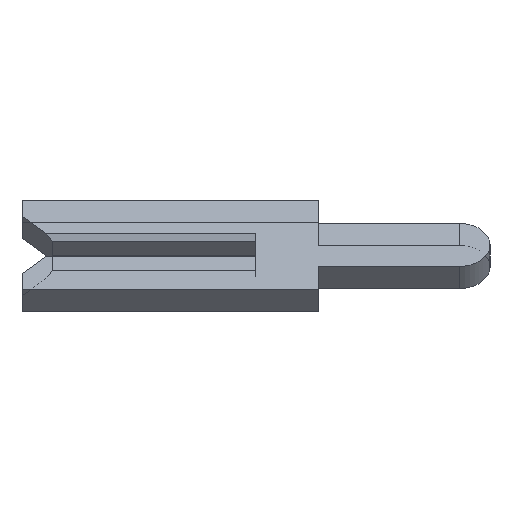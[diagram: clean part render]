
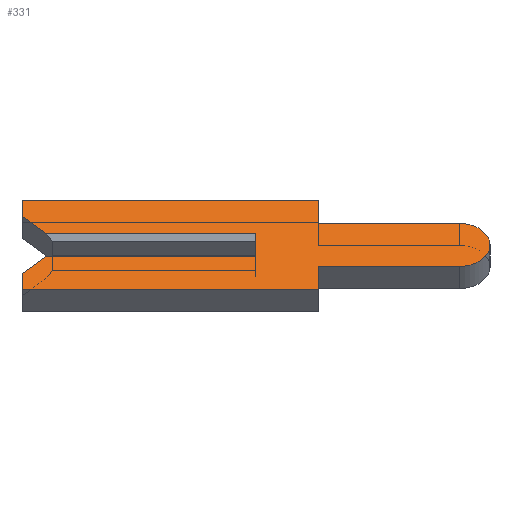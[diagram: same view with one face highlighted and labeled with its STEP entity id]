
A CAD part, left-side view. The second image highlights one B-rep face of the part: STEP entity #331.
In plain terms, the highlighted face is planar.
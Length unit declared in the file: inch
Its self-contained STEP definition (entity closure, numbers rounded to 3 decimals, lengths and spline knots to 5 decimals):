
#49 = LINE ( 'NONE', #986, #1686 ) ;
#68 = LINE ( 'NONE', #1296, #493 ) ;
#75 = DIRECTION ( 'NONE',  ( 0., -1., 0. ) ) ;
#79 = CARTESIAN_POINT ( 'NONE',  ( -0.01, -0.04, -0.04 ) ) ;
#81 = ORIENTED_EDGE ( 'NONE', *, *, #1834, .F. ) ;
#98 = CARTESIAN_POINT ( 'NONE',  ( -0.01, 0.15, -0.04 ) ) ;
#104 = DIRECTION ( 'NONE',  ( 0., 0., -1. ) ) ;
#111 = CARTESIAN_POINT ( 'NONE',  ( -0.01, -0.1305, -0.0195 ) ) ;
#148 = DIRECTION ( 'NONE',  ( 0., -1., 0. ) ) ;
#150 = LINE ( 'NONE', #527, #431 ) ;
#152 = EDGE_LOOP ( 'NONE', ( #1707, #1303, #1661, #269, #1278, #1405, #659, #81, #852, #607, #245, #706, #1612, #1756 ) ) ;
#187 = VECTOR ( 'NONE', #75, 39.37008 ) ;
#188 = DIRECTION ( 'NONE',  ( 1., 0., 0. ) ) ;
#215 = CARTESIAN_POINT ( 'NONE',  ( -0.01, 0.134, -0.01 ) ) ;
#245 = ORIENTED_EDGE ( 'NONE', *, *, #287, .F. ) ;
#269 = ORIENTED_EDGE ( 'NONE', *, *, #390, .F. ) ;
#287 = EDGE_CURVE ( 'NONE', #676, #1525, #49, .T. ) ;
#331 = ADVANCED_FACE ( 'NONE', ( #1273 ), #1889, .F. ) ;
#336 = VERTEX_POINT ( 'NONE', #792 ) ;
#390 = EDGE_CURVE ( 'NONE', #336, #751, #1425, .T. ) ;
#391 = LINE ( 'NONE', #743, #516 ) ;
#431 = VECTOR ( 'NONE', #546, 39.37008 ) ;
#453 = CARTESIAN_POINT ( 'NONE',  ( -0.01, -0.1305, -0.01 ) ) ;
#486 = VECTOR ( 'NONE', #1829, 39.37008 ) ;
#493 = VECTOR ( 'NONE', #1468, 39.37008 ) ;
#494 = DIRECTION ( 'NONE',  ( 0., 0., -1. ) ) ;
#516 = VECTOR ( 'NONE', #900, 39.37008 ) ;
#527 = CARTESIAN_POINT ( 'NONE',  ( -0.01, 0.15, -0.026 ) ) ;
#537 = CARTESIAN_POINT ( 'NONE',  ( -0.01, 0., 0.01 ) ) ;
#540 = LINE ( 'NONE', #453, #1670 ) ;
#546 = DIRECTION ( 'NONE',  ( 0., 0., 1. ) ) ;
#607 = ORIENTED_EDGE ( 'NONE', *, *, #1703, .F. ) ;
#639 = LINE ( 'NONE', #1357, #486 ) ;
#641 = DIRECTION ( 'NONE',  ( 0., -1., 0. ) ) ;
#645 = EDGE_CURVE ( 'NONE', #881, #336, #150, .T. ) ;
#655 = DIRECTION ( 'NONE',  ( 0., -0.707, 0.707 ) ) ;
#659 = ORIENTED_EDGE ( 'NONE', *, *, #1766, .F. ) ;
#676 = VERTEX_POINT ( 'NONE', #1894 ) ;
#677 = VERTEX_POINT ( 'NONE', #537 ) ;
#706 = ORIENTED_EDGE ( 'NONE', *, *, #1933, .F. ) ;
#736 = CARTESIAN_POINT ( 'NONE',  ( -0.01, -0.1305, 0.0195 ) ) ;
#743 = CARTESIAN_POINT ( 'NONE',  ( -0.01, -0.04, -0.0195 ) ) ;
#749 = EDGE_CURVE ( 'NONE', #941, #677, #1699, .T. ) ;
#751 = VERTEX_POINT ( 'NONE', #215 ) ;
#765 = CARTESIAN_POINT ( 'NONE',  ( -0.01, -0.04, 0.0195 ) ) ;
#792 = CARTESIAN_POINT ( 'NONE',  ( -0.01, 0.15, -0.026 ) ) ;
#802 = CARTESIAN_POINT ( 'NONE',  ( -0.01, -0.1305, 0. ) ) ;
#827 = VERTEX_POINT ( 'NONE', #79 ) ;
#849 = CARTESIAN_POINT ( 'NONE',  ( -0.01, 0.15, 0.01 ) ) ;
#852 = ORIENTED_EDGE ( 'NONE', *, *, #1793, .F. ) ;
#877 = CARTESIAN_POINT ( 'NONE',  ( -0.01, -0.04, -0.0195 ) ) ;
#881 = VERTEX_POINT ( 'NONE', #98 ) ;
#893 = DIRECTION ( 'NONE',  ( 0., 1., 0. ) ) ;
#900 = DIRECTION ( 'NONE',  ( 0., 1., 0. ) ) ;
#916 = EDGE_CURVE ( 'NONE', #1306, #1097, #68, .T. ) ;
#918 = CARTESIAN_POINT ( 'NONE',  ( -0.01, 0.15, 0.04 ) ) ;
#921 = CARTESIAN_POINT ( 'NONE',  ( -0.01, -0.1305, 0. ) ) ;
#941 = VERTEX_POINT ( 'NONE', #1616 ) ;
#986 = CARTESIAN_POINT ( 'NONE',  ( -0.01, -0.04, 0.04 ) ) ;
#1003 = VECTOR ( 'NONE', #893, 39.37008 ) ;
#1047 = VERTEX_POINT ( 'NONE', #736 ) ;
#1050 = CARTESIAN_POINT ( 'NONE',  ( -0.01, 0., -0.01 ) ) ;
#1059 = VECTOR ( 'NONE', #1625, 39.37008 ) ;
#1097 = VERTEX_POINT ( 'NONE', #1650 ) ;
#1102 = VERTEX_POINT ( 'NONE', #877 ) ;
#1133 = CARTESIAN_POINT ( 'NONE',  ( -0.01, 0.1305, -0.0065 ) ) ;
#1153 = LINE ( 'NONE', #1190, #1003 ) ;
#1170 = VERTEX_POINT ( 'NONE', #1050 ) ;
#1190 = CARTESIAN_POINT ( 'NONE',  ( -0.01, 0.15, -0.04 ) ) ;
#1222 = VECTOR ( 'NONE', #1521, 39.37008 ) ;
#1227 = DIRECTION ( 'NONE',  ( 0., -1., 0. ) ) ;
#1249 = AXIS2_PLACEMENT_3D ( 'NONE', #921, #1676, #104 ) ;
#1259 = VERTEX_POINT ( 'NONE', #111 ) ;
#1261 = EDGE_CURVE ( 'NONE', #941, #1306, #1415, .T. ) ;
#1265 = LINE ( 'NONE', #918, #1807 ) ;
#1273 = FACE_OUTER_BOUND ( 'NONE', #152, .T. ) ;
#1278 = ORIENTED_EDGE ( 'NONE', *, *, #645, .F. ) ;
#1296 = CARTESIAN_POINT ( 'NONE',  ( -0.01, 0.15, 0.026 ) ) ;
#1303 = ORIENTED_EDGE ( 'NONE', *, *, #1668, .F. ) ;
#1306 = VERTEX_POINT ( 'NONE', #1339 ) ;
#1336 = VECTOR ( 'NONE', #148, 39.37008 ) ;
#1339 = CARTESIAN_POINT ( 'NONE',  ( -0.01, 0.15, 0.026 ) ) ;
#1357 = CARTESIAN_POINT ( 'NONE',  ( -0.01, 0., 0.0065 ) ) ;
#1358 = LINE ( 'NONE', #1370, #1222 ) ;
#1366 = CARTESIAN_POINT ( 'NONE',  ( -0.01, -0.04, 0.0195 ) ) ;
#1370 = CARTESIAN_POINT ( 'NONE',  ( -0.01, -0.04, -0.04 ) ) ;
#1405 = ORIENTED_EDGE ( 'NONE', *, *, #1466, .F. ) ;
#1415 = LINE ( 'NONE', #1492, #1059 ) ;
#1425 = LINE ( 'NONE', #1133, #1558 ) ;
#1466 = EDGE_CURVE ( 'NONE', #827, #881, #1153, .T. ) ;
#1468 = DIRECTION ( 'NONE',  ( 0., 0., 1. ) ) ;
#1492 = CARTESIAN_POINT ( 'NONE',  ( -0.01, 0.1305, 0.0065 ) ) ;
#1509 = AXIS2_PLACEMENT_3D ( 'NONE', #802, #188, #494 ) ;
#1521 = DIRECTION ( 'NONE',  ( 0., 0., -1. ) ) ;
#1525 = VERTEX_POINT ( 'NONE', #765 ) ;
#1558 = VECTOR ( 'NONE', #655, 39.37008 ) ;
#1612 = ORIENTED_EDGE ( 'NONE', *, *, #916, .F. ) ;
#1616 = CARTESIAN_POINT ( 'NONE',  ( -0.01, 0.134, 0.01 ) ) ;
#1625 = DIRECTION ( 'NONE',  ( 0., 0.707, 0.707 ) ) ;
#1650 = CARTESIAN_POINT ( 'NONE',  ( -0.01, 0.15, 0.04 ) ) ;
#1661 = ORIENTED_EDGE ( 'NONE', *, *, #1908, .F. ) ;
#1668 = EDGE_CURVE ( 'NONE', #1170, #677, #639, .T. ) ;
#1670 = VECTOR ( 'NONE', #641, 39.37008 ) ;
#1676 = DIRECTION ( 'NONE',  ( 1., 0., 0. ) ) ;
#1686 = VECTOR ( 'NONE', #1712, 39.37008 ) ;
#1699 = LINE ( 'NONE', #849, #187 ) ;
#1703 = EDGE_CURVE ( 'NONE', #1525, #1047, #1811, .T. ) ;
#1707 = ORIENTED_EDGE ( 'NONE', *, *, #749, .T. ) ;
#1712 = DIRECTION ( 'NONE',  ( 0., 0., -1. ) ) ;
#1740 = CIRCLE ( 'NONE', #1249, 0.0195 ) ;
#1756 = ORIENTED_EDGE ( 'NONE', *, *, #1261, .F. ) ;
#1766 = EDGE_CURVE ( 'NONE', #1102, #827, #1358, .T. ) ;
#1793 = EDGE_CURVE ( 'NONE', #1047, #1259, #1740, .T. ) ;
#1807 = VECTOR ( 'NONE', #1227, 39.37008 ) ;
#1811 = LINE ( 'NONE', #1366, #1336 ) ;
#1829 = DIRECTION ( 'NONE',  ( 0., 0., 1. ) ) ;
#1834 = EDGE_CURVE ( 'NONE', #1259, #1102, #391, .T. ) ;
#1889 = PLANE ( 'NONE',  #1509 ) ;
#1894 = CARTESIAN_POINT ( 'NONE',  ( -0.01, -0.04, 0.04 ) ) ;
#1908 = EDGE_CURVE ( 'NONE', #751, #1170, #540, .T. ) ;
#1933 = EDGE_CURVE ( 'NONE', #1097, #676, #1265, .T. ) ;
